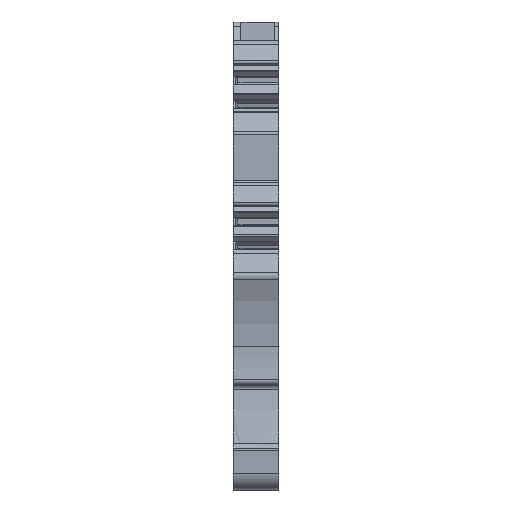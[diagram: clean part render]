
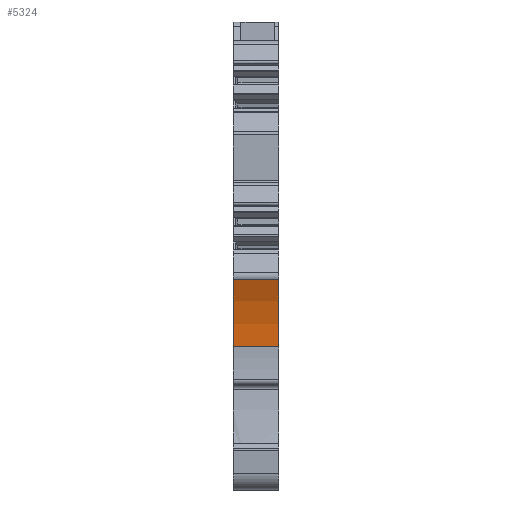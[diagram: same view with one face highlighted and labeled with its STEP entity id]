
A CAD part, front view. The second image highlights one B-rep face of the part: STEP entity #5324.
In plain terms, the highlighted cylindrical face has radius 20 mm (diameter 40 mm), a partial arc.
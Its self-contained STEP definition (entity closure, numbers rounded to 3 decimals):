
#407=AXIS2_PLACEMENT_3D('Circle Axis2P3D',#405,#406,$) ;
#3642=AXIS2_PLACEMENT_3D('Circle Axis2P3D',#3640,#3641,$) ;
#5311=AXIS2_PLACEMENT_3D('Cylinder Axis2P3D',#5308,#5309,#5310) ;
#402=CARTESIAN_POINT('Vertex',(0.,1.877,16.2)) ;
#405=CARTESIAN_POINT('Axis2P3D Location',(0.,-18.112,15.54)) ;
#409=CARTESIAN_POINT('Vertex',(0.,0.086,23.838)) ;
#3637=CARTESIAN_POINT('Vertex',(5.1,0.086,23.838)) ;
#3640=CARTESIAN_POINT('Axis2P3D Location',(5.1,-18.112,15.54)) ;
#3644=CARTESIAN_POINT('Vertex',(5.1,1.877,16.2)) ;
#5296=CARTESIAN_POINT('Line Origine',(2.55,1.877,16.2)) ;
#5308=CARTESIAN_POINT('Axis2P3D Location',(2.55,-18.112,15.54)) ;
#5313=CARTESIAN_POINT('Line Origine',(2.55,0.086,23.838)) ;
#406=DIRECTION('Axis2P3D Direction',(1.,0.,0.)) ;
#3641=DIRECTION('Axis2P3D Direction',(1.,0.,0.)) ;
#5297=DIRECTION('Vector Direction',(1.,0.,0.)) ;
#5309=DIRECTION('Axis2P3D Direction',(1.,0.,0.)) ;
#5310=DIRECTION('Axis2P3D XDirection',(0.,0.999,0.033)) ;
#5314=DIRECTION('Vector Direction',(1.,0.,0.)) ;
#5298=VECTOR('Line Direction',#5297,1.) ;
#5315=VECTOR('Line Direction',#5314,1.) ;
#5319=ORIENTED_EDGE('',*,*,#5317,.F.) ;
#5320=ORIENTED_EDGE('',*,*,#411,.T.) ;
#5321=ORIENTED_EDGE('',*,*,#5300,.T.) ;
#5322=ORIENTED_EDGE('',*,*,#3646,.F.) ;
#5324=ADVANCED_FACE('MANIFOLD_SOLID_BREP #16609',(#5323),#5312,.F.) ;
#408=CIRCLE('generated circle',#407,20.) ;
#3643=CIRCLE('generated circle',#3642,20.) ;
#5312=CYLINDRICAL_SURFACE('generated cylinder',#5311,20.) ;
#411=EDGE_CURVE('',#410,#403,#408,.F.) ;
#3646=EDGE_CURVE('',#3638,#3645,#3643,.F.) ;
#5300=EDGE_CURVE('',#403,#3645,#5299,.T.) ;
#5317=EDGE_CURVE('',#410,#3638,#5316,.T.) ;
#5318=EDGE_LOOP('',(#5319,#5320,#5321,#5322)) ;
#5323=FACE_OUTER_BOUND('',#5318,.T.) ;
#5299=LINE('Line',#5296,#5298) ;
#5316=LINE('Line',#5313,#5315) ;
#403=VERTEX_POINT('',#402) ;
#410=VERTEX_POINT('',#409) ;
#3638=VERTEX_POINT('',#3637) ;
#3645=VERTEX_POINT('',#3644) ;
